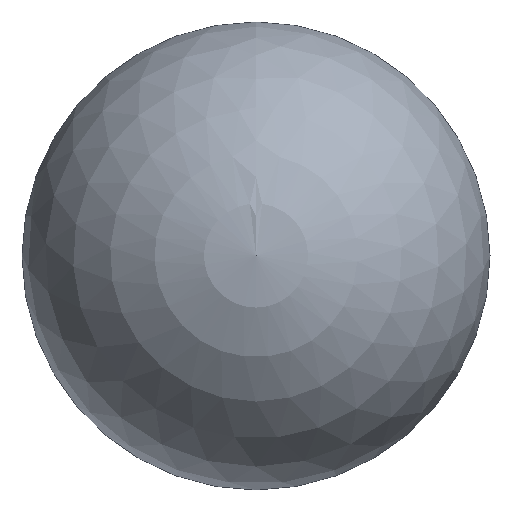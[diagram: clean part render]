
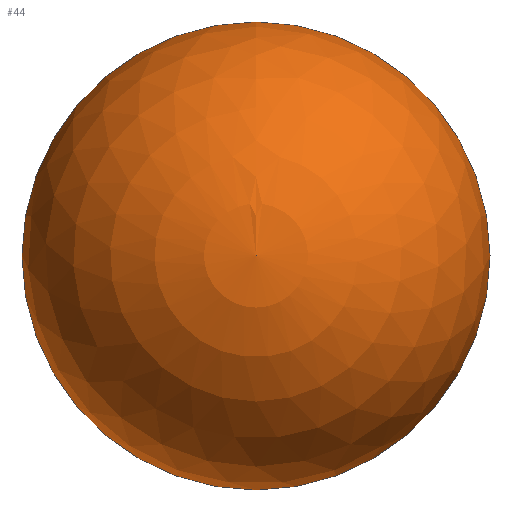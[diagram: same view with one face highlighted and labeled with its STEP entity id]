
A CAD part, top view. The second image highlights one B-rep face of the part: STEP entity #44.
In plain terms, the highlighted spherical face has radius 34 mm.
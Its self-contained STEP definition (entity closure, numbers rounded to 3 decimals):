
#3 = EDGE_CURVE ( 'NONE', #35, #73, #37, .T. ) ;
#7 = DIRECTION ( 'NONE',  ( 0., 0., -1. ) ) ;
#19 = ORIENTED_EDGE ( 'NONE', *, *, #24, .F. ) ;
#24 = EDGE_CURVE ( 'NONE', #35, #73, #55, .T. ) ;
#33 = DIRECTION ( 'NONE',  ( 0., 1., 0. ) ) ;
#35 = VERTEX_POINT ( 'NONE', #97 ) ;
#36 = DIRECTION ( 'NONE',  ( 0., 0., 1. ) ) ;
#37 = CIRCLE ( 'NONE', #124, 34. ) ;
#44 = ADVANCED_FACE ( 'NONE', ( #135 ), #95, .T. ) ;
#45 = DIRECTION ( 'NONE',  ( 1., 0., 0. ) ) ;
#55 = CIRCLE ( 'NONE', #116, 34. ) ;
#60 = DIRECTION ( 'NONE',  ( 0., 1., 0. ) ) ;
#63 = CARTESIAN_POINT ( 'NONE',  ( 0., 0., 0. ) ) ;
#73 = VERTEX_POINT ( 'NONE', #162 ) ;
#95 = SPHERICAL_SURFACE ( 'NONE', #137, 34. ) ;
#97 = CARTESIAN_POINT ( 'NONE',  ( 34., 0., 0. ) ) ;
#107 = CARTESIAN_POINT ( 'NONE',  ( 0., 0., 0. ) ) ;
#109 = CARTESIAN_POINT ( 'NONE',  ( 0., 0., 0. ) ) ;
#113 = DIRECTION ( 'NONE',  ( 0., 0., -1. ) ) ;
#116 = AXIS2_PLACEMENT_3D ( 'NONE', #63, #113, #33 ) ;
#121 = ORIENTED_EDGE ( 'NONE', *, *, #3, .T. ) ;
#124 = AXIS2_PLACEMENT_3D ( 'NONE', #107, #36, #45 ) ;
#135 = FACE_OUTER_BOUND ( 'NONE', #144, .T. ) ;
#137 = AXIS2_PLACEMENT_3D ( 'NONE', #109, #7, #60 ) ;
#144 = EDGE_LOOP ( 'NONE', ( #19, #121 ) ) ;
#162 = CARTESIAN_POINT ( 'NONE',  ( -34., 0., 0. ) ) ;
